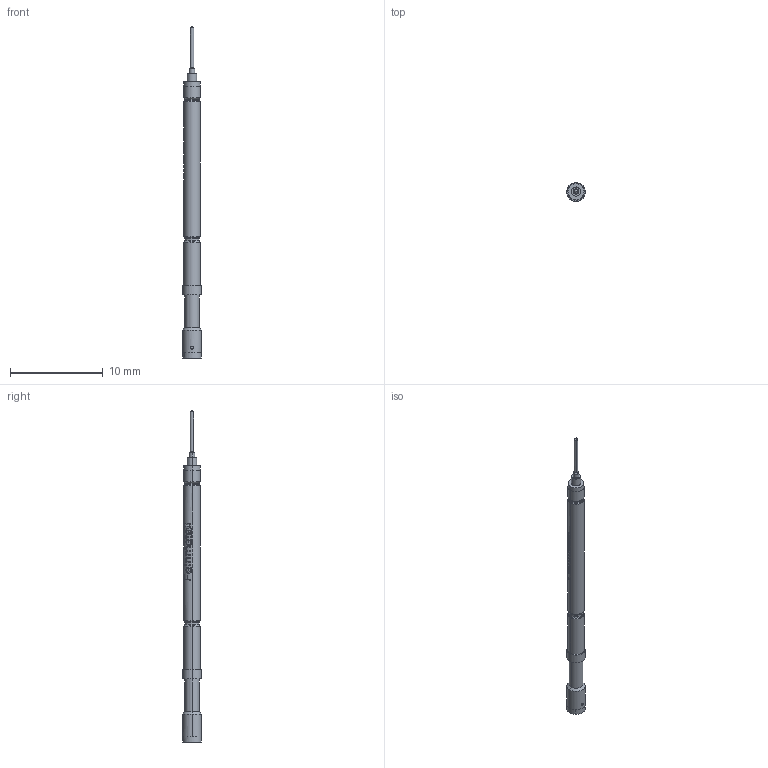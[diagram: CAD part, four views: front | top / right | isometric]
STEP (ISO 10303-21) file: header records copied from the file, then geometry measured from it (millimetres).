
FILE_DESCRIPTION (( 'STEP AP214' ), '1' );
FILE_NAME ('MOD-F81016S040LxxxS1.STEP', '2016-09-13T09:23:42', ( 'run' ), ( 'Hewlett-Packard Company' ), 'SwSTEP 2.0', 'SolidWorks 2015', '' );
FILE_SCHEMA (( 'AUTOMOTIVE_DESIGN' ));
Length unit declared in the file: millimetre
Products named in the file (1): MOD-F81016S040LxxxS1
Bounding box: 2 x 2 x 35.8 mm (x, y, z)
Volume: 73.9 mm3; surface area: 188.8 mm2
Topology: 1 solids, 1 shells, 218 faces, 553 edges, 349 vertices
Faces by surface type: plane 70, bspline 62, cylinder 58, cone 18, torus 10
Entity records: 10461 total; most frequent: CARTESIAN_POINT 5273, ORIENTED_EDGE 1102, DIRECTION 794, EDGE_CURVE 551, VERTEX_POINT 349, AXIS2_PLACEMENT_3D 309, EDGE_LOOP 232, B_SPLINE_CURVE_WITH_KNOTS 223
